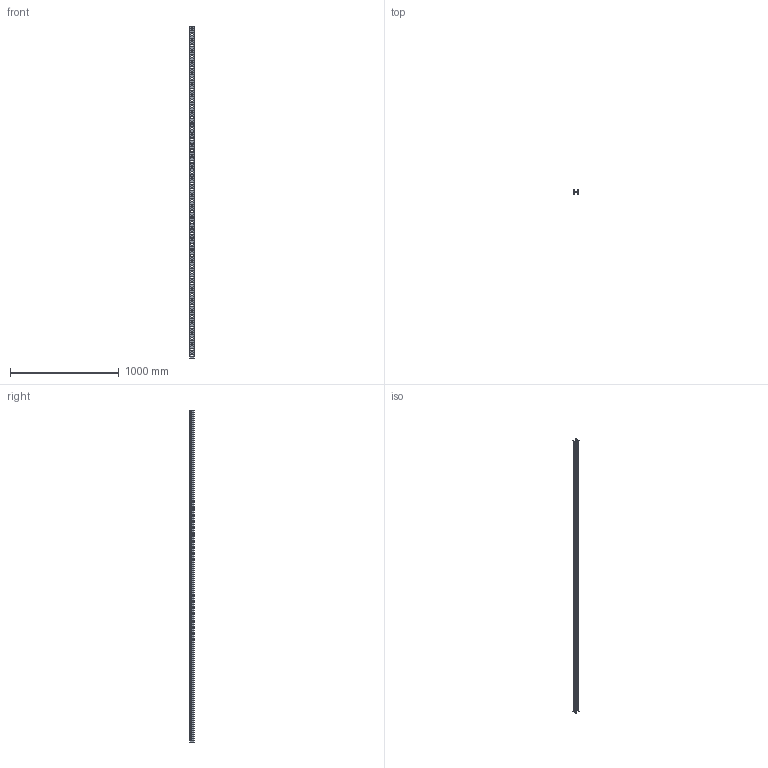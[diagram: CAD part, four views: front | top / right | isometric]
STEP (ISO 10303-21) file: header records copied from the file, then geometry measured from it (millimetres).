
FILE_DESCRIPTION(('TurboCAD Mac Pro'),'Build 980');
FILE_NAME('P3301T.stp',' ',(''),(''),'ACIS Interop','IMSI','TurboCAD Mac Pro BY IMSI, INCORPORATED');
FILE_SCHEMA(('automotive_design'));
Length unit declared in the file: inch
Products named in the file (1): 1
Bounding box: 41.28 x 44.45 x 3048.3 mm (x, y, z)
Volume: 1438390.8 mm3; surface area: 963247.2 mm2
Topology: 1 solids, 1 shells, 898 faces, 2566 edges, 1670 vertices
Faces by surface type: bspline 480, plane 390, cylinder 28
Entity records: 39040 total; most frequent: CARTESIAN_POINT 11855, ORIENTED_EDGE 5132, EDGE_CURVE 2566, DIRECTION 2342, VERTEX_POINT 1670, LINE 1388, VECTOR 1388, B_SPLINE_CURVE_WITH_KNOTS 1120
